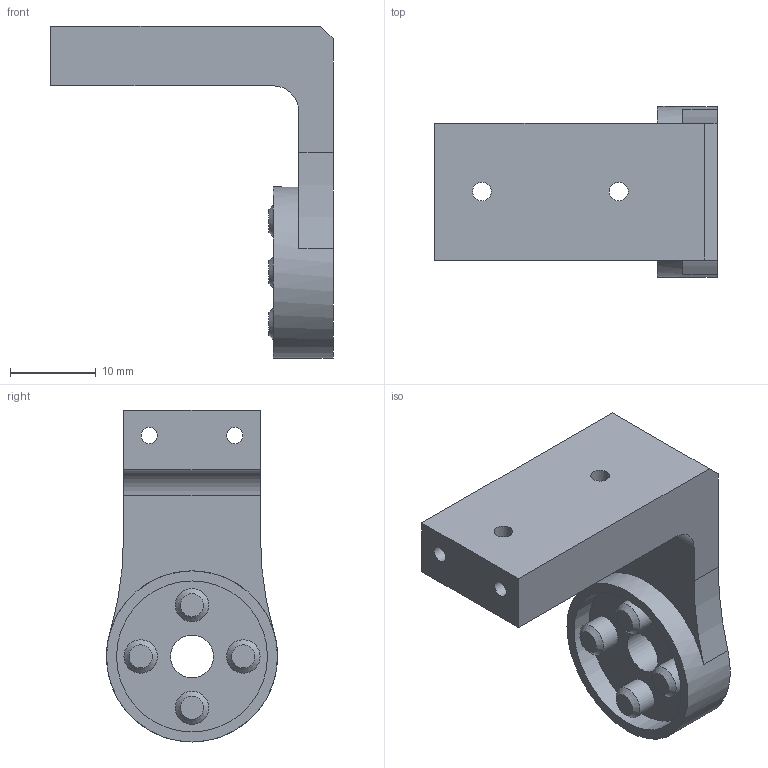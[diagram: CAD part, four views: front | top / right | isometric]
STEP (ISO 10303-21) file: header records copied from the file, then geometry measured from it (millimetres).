
FILE_DESCRIPTION(/* description */ (''),/* implementation_level */ '2;1');
FILE_NAME(/* name */ 'Effector - Hinge 1 v1.step',/* time_stamp */ '2022-05-20T11:07:45-04:00',/* author */ (''),/* organization */ (''),/* preprocessor_version */ 'ST-DEVELOPER v18.1',/* originating_system */ 'Autodesk Translation Framework v10.14.0.1471',/* authorisation */ '');
FILE_SCHEMA (('AUTOMOTIVE_DESIGN { 1 0 10303 214 3 1 1 }'));
Length unit declared in the file: millimetre
Products named in the file (1): Effector - Hinge 1
Bounding box: 33 x 20 x 38.81 mm (x, y, z)
Volume: 5902.2 mm3; surface area: 3992 mm2
Topology: 1 solids, 1 shells, 46 faces, 107 edges, 70 vertices
Faces by surface type: plane 28, cylinder 14, cone 4
Full cylindrical faces by diameter (mm): 1.9 x2, 2.2 x2, 3.9 x4, 5 x1, 17.65 x1, 20 x1
Entity records: 1366 total; most frequent: DIRECTION 235, CARTESIAN_POINT 224, ORIENTED_EDGE 214, EDGE_CURVE 107, AXIS2_PLACEMENT_3D 81, LINE 73, VECTOR 73, VERTEX_POINT 70
